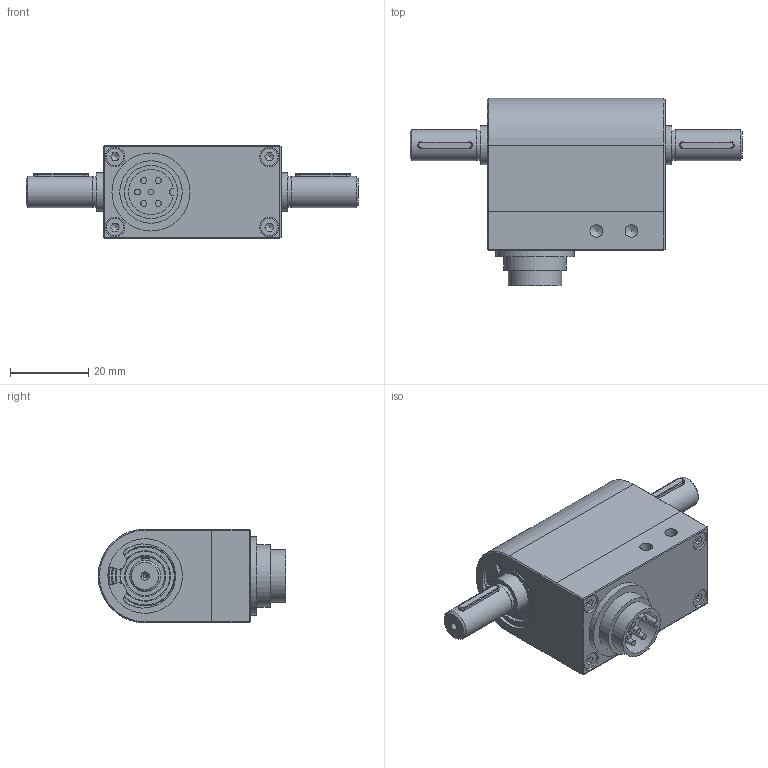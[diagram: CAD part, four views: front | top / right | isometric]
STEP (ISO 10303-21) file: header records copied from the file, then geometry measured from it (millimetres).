
FILE_DESCRIPTION( ( 'Unknown' ), '1' );
FILE_NAME( '1020-z01_doc-00043490.stp', 'Unknown', ( 'Unknown' ), ( 'Unknown' ), 'PSStep 17.0.49', 'Unknown', ' ' );
FILE_SCHEMA( ( 'AUTOMOTIVE_DESIGN { 1 0 10303 214 1 1 1 1 }' ) );
Length unit declared in the file: millimetre
Products named in the file (26): 1020-b01_doc-00043460; 1020-001_doc-00043449-oa0; INA-10x19x5-61800 2Z; Paßfeder A2x2x14 DIN 6885; Paßfeder A2x2x14 DIN 6885-oa1; 1041-b01_doc-00042711; 1041-003_doc-00042493; 10000-100_doc-00013157; BOSS-DIN912_BN 11 M2.5x10; BOSS-DIN912_BN 11 M2.5x10-oa4; BOSS-DIN912_BN 11 M2.5x10-oa5; BOSS-DIN912_BN 11 M2.5x10-oa6; 1041-b05_doc-00042715; 1041-002_doc-00042487; INA-10x19x5-61800 2Z-oa2; Sicherungsring DIN 472-19x1-T1; Sicherungsring DIN 472-19x1-T1-oa3; Assem1
Assembly tree (25 placements, depth 3):
  Assem1
    1020-b01_doc-00043460
      1020-001_doc-00043449-oa0
      INA-10x19x5-61800 2Z
      INA-10x19x5-61800 2Z
      INA-10x19x5-61800 2Z
      INA-10x19x5-61800 2Z
      INA-10x19x5-61800 2Z
      Paßfeder A2x2x14 DIN 6885
      Paßfeder A2x2x14 DIN 6885-oa1
    1041-b05_doc-00042715
      1041-002_doc-00042487
      INA-10x19x5-61800 2Z-oa2
      INA-10x19x5-61800 2Z-oa2
      INA-10x19x5-61800 2Z-oa2
      INA-10x19x5-61800 2Z-oa2
      INA-10x19x5-61800 2Z-oa2
      Sicherungsring DIN 472-19x1-T1
      Sicherungsring DIN 472-19x1-T1-oa3
    1041-b01_doc-00042711
      1041-003_doc-00042493
      10000-100_doc-00013157
      BOSS-DIN912_BN 11 M2.5x10
      BOSS-DIN912_BN 11 M2.5x10-oa4
      BOSS-DIN912_BN 11 M2.5x10-oa5
      BOSS-DIN912_BN 11 M2.5x10-oa6
Bounding box: 85 x 48 x 24 mm (x, y, z)
Volume: 33104.9 mm3; surface area: 23311.2 mm2
Topology: 22 solids, 24 shells, 336 faces, 692 edges, 450 vertices
Faces by surface type: plane 156, cylinder 128, cone 28, torus 24
Full cylindrical faces by diameter (mm): 1 x2, 1.5 x6, 1.948 x4, 2 x1, 2.013 x4, 2.5 x8, 2.9 x4, 3.242 x4, 4.5 x4, 5 x4, 7.7 x2, 8 x2, 10 x3, 12.6 x4, 12.8 x4, 12.9 x4, 13.6 x1, 15 x1, 16 x1, 16.7 x4, 17.08 x4, 17.188 x1, 17.28 x4, 17.3 x4, 18 x1, 19 x3, 19.1 x2, 20 x3
Entity records: 11166 total; most frequent: CARTESIAN_POINT 1527, DIRECTION 1486, ORIENTED_EDGE 996, AXIS2_PLACEMENT_3D 653, EDGE_LOOP 546, EDGE_CURVE 498, FACE_OUTER_BOUND 433, VERTEX_POINT 410
